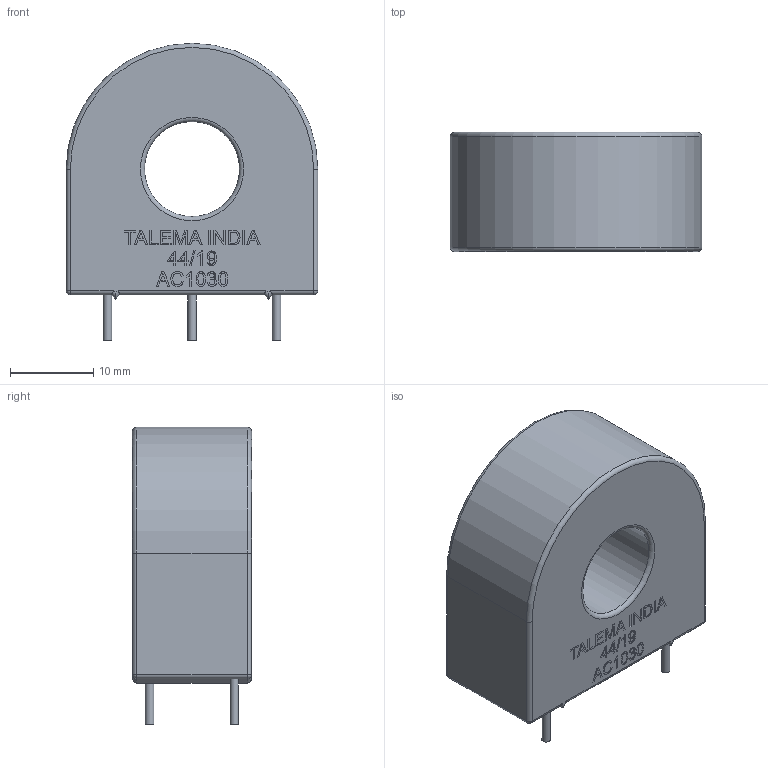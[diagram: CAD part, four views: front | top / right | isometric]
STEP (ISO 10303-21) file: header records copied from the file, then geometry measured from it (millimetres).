
FILE_DESCRIPTION(/* description */ (''),/* implementation_level */ '2;1');
FILE_NAME(/* name */ 'TALEMA - AC1030.step',/* time_stamp */ '2020-01-01T17:22:17+00:00',/* author */ (''),/* organization */ (''),/* preprocessor_version */ 'ST-DEVELOPER v18',/* originating_system */ 'Autodesk Translation Framework v8.12.0.6',/* authorisation */ '');
FILE_SCHEMA (('AUTOMOTIVE_DESIGN { 1 0 10303 214 3 1 1 }'));
Length unit declared in the file: millimetre
Products named in the file (1): TALEMA - AC1030
Bounding box: 30.2 x 14.3 x 35.7 mm (x, y, z)
Volume: 10186.5 mm3; surface area: 3477.4 mm2
Topology: 1 solids, 1 shells, 384 faces, 1018 edges, 669 vertices
Faces by surface type: plane 201, bspline 150, cylinder 25, sphere 4, torus 4
Full cylindrical faces by diameter (mm): 1.016 x3, 11.4 x1
Entity records: 13245 total; most frequent: CARTESIAN_POINT 4622, ORIENTED_EDGE 2036, DIRECTION 1237, EDGE_CURVE 1018, LINE 669, VECTOR 669, VERTEX_POINT 669, EDGE_LOOP 419
